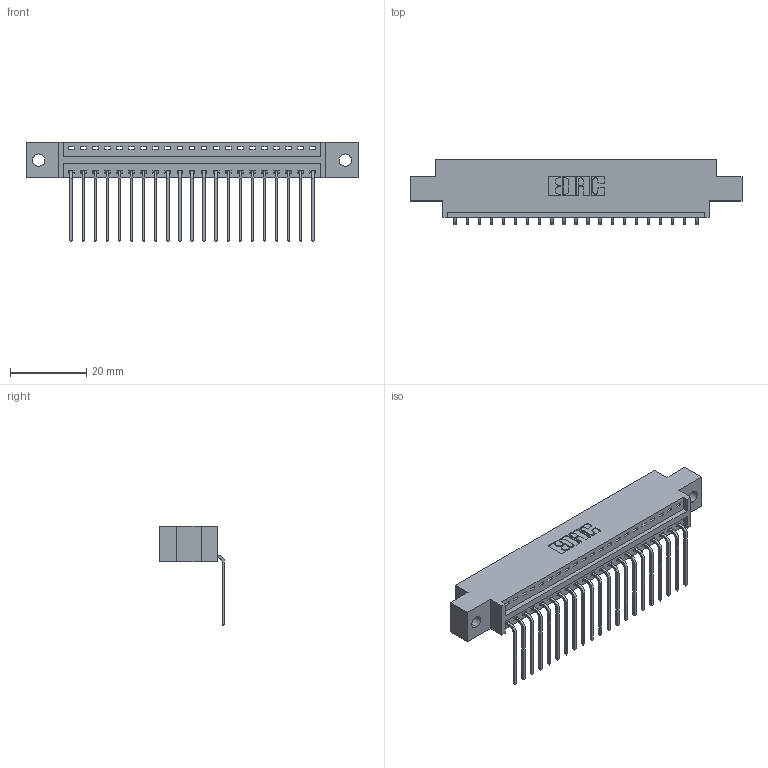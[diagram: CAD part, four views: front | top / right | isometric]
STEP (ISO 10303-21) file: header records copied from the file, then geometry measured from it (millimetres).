
FILE_DESCRIPTION (( 'STEP AP203' ), '1' );
FILE_NAME ('346-021-559-602.STEP', '2018-08-20T23:23:13', ( '' ), ( '' ), 'SwSTEP 2.0', 'SolidWorks 2016', '' );
FILE_SCHEMA (( 'CONFIG_CONTROL_DESIGN' ));
Length unit declared in the file: inch
Products named in the file (3): 346 Part_0.170 Offset - 0.128 Dia; 345-292-001_558 559 Tail - 1; 346-021-559-602
Assembly tree (22 placements, depth 2):
  346-021-559-602
    346 Part_0.170 Offset - 0.128 Dia
    345-292-001_558 559 Tail - 1  x21
Bounding box: 87.25 x 17.08 x 26.16 mm (x, y, z)
Volume: 8085.6 mm3; surface area: 10185.9 mm2
Topology: 22 solids, 22 shells, 1386 faces, 4163 edges, 2746 vertices
Faces by surface type: plane 962, cylinder 424
Entity records: 16079 total; most frequent: CARTESIAN_POINT 2771, ORIENTED_EDGE 2726, DIRECTION 2469, EDGE_CURVE 1363, LINE 1147, VECTOR 1147, VERTEX_POINT 906, AXIS2_PLACEMENT_3D 661
